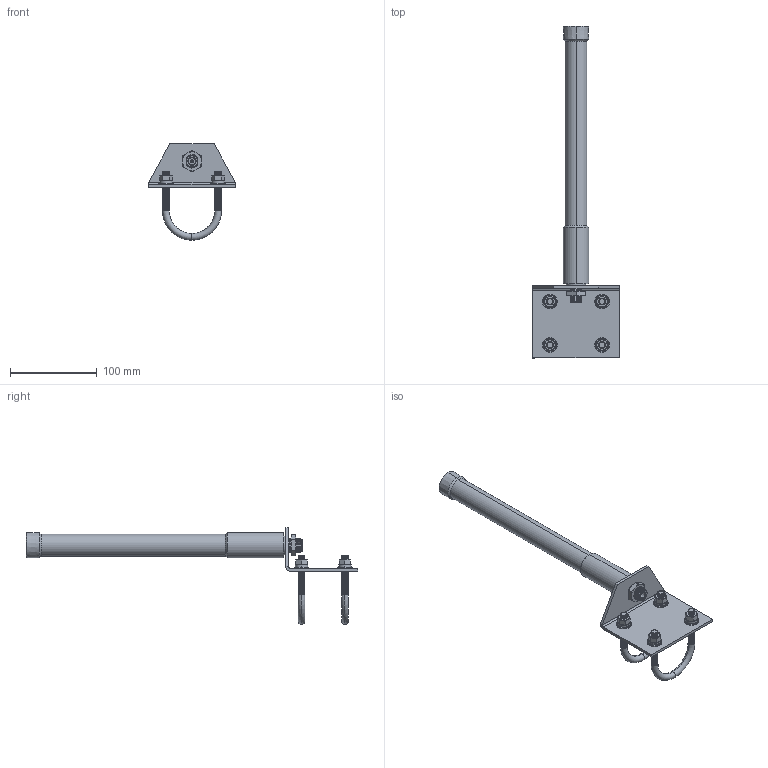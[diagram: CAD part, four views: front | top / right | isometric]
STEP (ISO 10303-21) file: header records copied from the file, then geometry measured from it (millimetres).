
FILE_DESCRIPTION (( 'STEP AP214' ), '1' );
FILE_NAME ('HG5158-06UP-NF.STEP', '2017-12-26T19:04:40', ( '' ), ( '' ), 'SwSTEP 2.0', 'SolidWorks 2014', '' );
FILE_SCHEMA (( 'AUTOMOTIVE_DESIGN' ));
Length unit declared in the file: inch
Products named in the file (4): HG5158-06UP-NF_U-Bolt; HG5158-06UP-NF_Mount Bracket; HG5158-06UP-NF
Assembly tree (4 placements, depth 2):
  HG5158-06UP-NF
    HG5158-06UP-NF
    HG5158-06UP-NF_Mount Bracket
    HG5158-06UP-NF_U-Bolt  x2
Bounding box: 100 x 382 x 111.08 mm (x, y, z)
Volume: 224415.1 mm3; surface area: 69353.7 mm2
Topology: 4 solids, 4 shells, 1120 faces, 2389 edges, 1302 vertices
Faces by surface type: cone 909, plane 95, cylinder 70, torus 46
Entity records: 24772 total; most frequent: CARTESIAN_POINT 3958, DIRECTION 3279, ORIENTED_EDGE 2886, EDGE_CURVE 1443, AXIS2_PLACEMENT_3D 1345, VERTEX_POINT 812, CIRCLE 688, EDGE_LOOP 681
